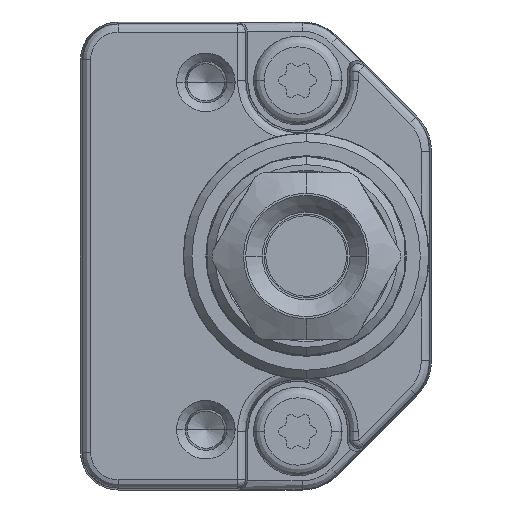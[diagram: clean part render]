
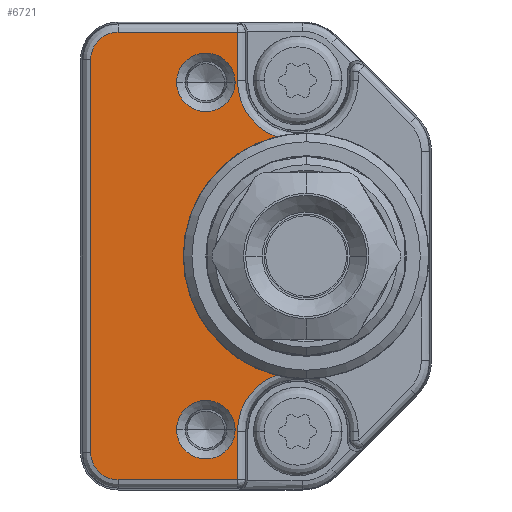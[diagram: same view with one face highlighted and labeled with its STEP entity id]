
A CAD part, left-side view. The second image highlights one B-rep face of the part: STEP entity #6721.
In plain terms, the highlighted planar face has unit normal (-1, 0, 0).
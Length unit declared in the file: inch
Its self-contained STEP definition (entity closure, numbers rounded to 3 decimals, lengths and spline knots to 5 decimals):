
#581=CARTESIAN_POINT('',(-13.,9.29653,-7.1271));
#711=CARTESIAN_POINT('',(-13.,9.29653,7.1271));
#734=CARTESIAN_POINT('',(-13.,8.,-10.5));
#735=DIRECTION('',(1.,0.,0.));
#736=DIRECTION('',(0.,1.,0.));
#737=AXIS2_PLACEMENT_3D('',#734,#735,#736);
#739=DIRECTION('',(0.,0.,1.));
#740=VECTOR('',#739,2.8909);
#741=CARTESIAN_POINT('',(-13.,11.61353,-13.3909));
#742=LINE('',#741,#740);
#743=DIRECTION('',(0.,-1.,0.));
#744=VECTOR('',#743,7.13647);
#745=CARTESIAN_POINT('',(-13.,18.75,-13.3909));
#746=LINE('',#745,#744);
#747=CARTESIAN_POINT('',(-13.,18.75,-11.75));
#748=DIRECTION('',(-1.,0.,0.));
#749=DIRECTION('',(0.,1.,0.));
#750=AXIS2_PLACEMENT_3D('',#747,#748,#749);
#752=DIRECTION('',(0.,0.,-1.));
#753=VECTOR('',#752,23.5);
#754=CARTESIAN_POINT('',(-13.,20.3909,11.75));
#755=LINE('',#754,#753);
#756=CARTESIAN_POINT('',(-13.,18.75,11.75));
#757=DIRECTION('',(-1.,0.,0.));
#758=DIRECTION('',(0.,0.,1.));
#759=AXIS2_PLACEMENT_3D('',#756,#757,#758);
#761=DIRECTION('',(0.,1.,0.));
#762=VECTOR('',#761,7.13647);
#763=CARTESIAN_POINT('',(-13.,11.61353,13.3909));
#764=LINE('',#763,#762);
#765=DIRECTION('',(0.,0.,1.));
#766=VECTOR('',#765,2.8909);
#767=CARTESIAN_POINT('',(-13.,11.61353,10.5));
#768=LINE('',#767,#766);
#769=CARTESIAN_POINT('',(-13.,8.,10.5));
#770=DIRECTION('',(1.,0.,0.));
#771=DIRECTION('',(0.,0.359,-0.933));
#772=AXIS2_PLACEMENT_3D('',#769,#770,#771);
#774=CARTESIAN_POINT('',(-13.,7.5,0.));
#775=DIRECTION('',(-1.,0.,0.));
#776=DIRECTION('',(0.,0.244,0.97));
#777=AXIS2_PLACEMENT_3D('',#774,#775,#776);
#779=CARTESIAN_POINT('',(-13.,13.5,-10.3923));
#780=DIRECTION('',(1.,0.,0.));
#781=DIRECTION('',(0.,-1.,0.));
#782=AXIS2_PLACEMENT_3D('',#779,#780,#781);
#784=CARTESIAN_POINT('',(-13.,13.5,-10.3923));
#785=DIRECTION('',(1.,0.,0.));
#786=DIRECTION('',(0.,1.,0.));
#787=AXIS2_PLACEMENT_3D('',#784,#785,#786);
#789=CARTESIAN_POINT('',(-13.,13.5,10.3923));
#790=DIRECTION('',(1.,0.,0.));
#791=DIRECTION('',(0.,-1.,0.));
#792=AXIS2_PLACEMENT_3D('',#789,#790,#791);
#794=CARTESIAN_POINT('',(-13.,13.5,10.3923));
#795=DIRECTION('',(1.,0.,0.));
#796=DIRECTION('',(0.,1.,0.));
#797=AXIS2_PLACEMENT_3D('',#794,#795,#796);
#4949=VERTEX_POINT('',#581);
#4950=VERTEX_POINT('',#711);
#4967=CARTESIAN_POINT('',(-13.,20.3909,-11.75));
#4968=CARTESIAN_POINT('',(-13.,18.75,-13.3909));
#4969=VERTEX_POINT('',#4967);
#4970=VERTEX_POINT('',#4968);
#4975=CARTESIAN_POINT('',(-13.,20.3909,11.75));
#4976=VERTEX_POINT('',#4975);
#4979=CARTESIAN_POINT('',(-13.,18.75,13.3909));
#4980=VERTEX_POINT('',#4979);
#5009=CARTESIAN_POINT('',(-13.,11.61353,-10.5));
#5010=VERTEX_POINT('',#5009);
#5011=CARTESIAN_POINT('',(-13.,11.61353,-13.3909));
#5012=VERTEX_POINT('',#5011);
#5029=CARTESIAN_POINT('',(-13.,11.61353,10.5));
#5030=VERTEX_POINT('',#5029);
#5031=CARTESIAN_POINT('',(-13.,11.61353,13.3909));
#5032=VERTEX_POINT('',#5031);
#5090=CARTESIAN_POINT('',(-13.,11.75,-10.3923));
#5091=CARTESIAN_POINT('',(-13.,15.25,-10.3923));
#5092=VERTEX_POINT('',#5090);
#5093=VERTEX_POINT('',#5091);
#5098=CARTESIAN_POINT('',(-13.,11.75,10.3923));
#5099=CARTESIAN_POINT('',(-13.,15.25,10.3923));
#5100=VERTEX_POINT('',#5098);
#5101=VERTEX_POINT('',#5099);
#6686=CARTESIAN_POINT('',(-13.,0.,0.));
#6687=DIRECTION('',(-1.,0.,0.));
#6688=DIRECTION('',(0.,0.,1.));
#6689=AXIS2_PLACEMENT_3D('',#6686,#6687,#6688);
#6690=PLANE('',#6689);
#6691=ORIENTED_EDGE('',*,*,#6534,.F.);
#6693=ORIENTED_EDGE('',*,*,#6692,.F.);
#6695=ORIENTED_EDGE('',*,*,#6694,.F.);
#6697=ORIENTED_EDGE('',*,*,#6696,.F.);
#6699=ORIENTED_EDGE('',*,*,#6698,.F.);
#6701=ORIENTED_EDGE('',*,*,#6700,.F.);
#6703=ORIENTED_EDGE('',*,*,#6702,.F.);
#6704=ORIENTED_EDGE('',*,*,#6677,.F.);
#6705=ORIENTED_EDGE('',*,*,#6635,.F.);
#6706=ORIENTED_EDGE('',*,*,#6549,.T.);
#6707=EDGE_LOOP('',(#6691,#6693,#6695,#6697,#6699,#6701,#6703,#6704,#6705,
#6706));
#6708=FACE_OUTER_BOUND('',#6707,.F.);
#6710=ORIENTED_EDGE('',*,*,#6709,.F.);
#6712=ORIENTED_EDGE('',*,*,#6711,.F.);
#6713=EDGE_LOOP('',(#6710,#6712));
#6714=FACE_BOUND('',#6713,.F.);
#6716=ORIENTED_EDGE('',*,*,#6715,.F.);
#6718=ORIENTED_EDGE('',*,*,#6717,.F.);
#6719=EDGE_LOOP('',(#6716,#6718));
#6720=FACE_BOUND('',#6719,.F.);
#6721=ADVANCED_FACE('',(#6708,#6714,#6720),#6690,.T.);
#738=CIRCLE('',#737,3.61353);
#751=CIRCLE('',#750,1.6409);
#760=CIRCLE('',#759,1.6409);
#773=CIRCLE('',#772,3.61353);
#778=CIRCLE('',#777,7.35);
#783=CIRCLE('',#782,1.75);
#788=CIRCLE('',#787,1.75);
#793=CIRCLE('',#792,1.75);
#798=CIRCLE('',#797,1.75);
#6534=EDGE_CURVE('',#5010,#4949,#738,.T.);
#6549=EDGE_CURVE('',#4950,#4949,#778,.T.);
#6635=EDGE_CURVE('',#4950,#5030,#773,.T.);
#6677=EDGE_CURVE('',#5030,#5032,#768,.T.);
#6692=EDGE_CURVE('',#5012,#5010,#742,.T.);
#6694=EDGE_CURVE('',#4970,#5012,#746,.T.);
#6696=EDGE_CURVE('',#4969,#4970,#751,.T.);
#6698=EDGE_CURVE('',#4976,#4969,#755,.T.);
#6700=EDGE_CURVE('',#4980,#4976,#760,.T.);
#6702=EDGE_CURVE('',#5032,#4980,#764,.T.);
#6709=EDGE_CURVE('',#5092,#5093,#783,.T.);
#6711=EDGE_CURVE('',#5093,#5092,#788,.T.);
#6715=EDGE_CURVE('',#5100,#5101,#793,.T.);
#6717=EDGE_CURVE('',#5101,#5100,#798,.T.);
